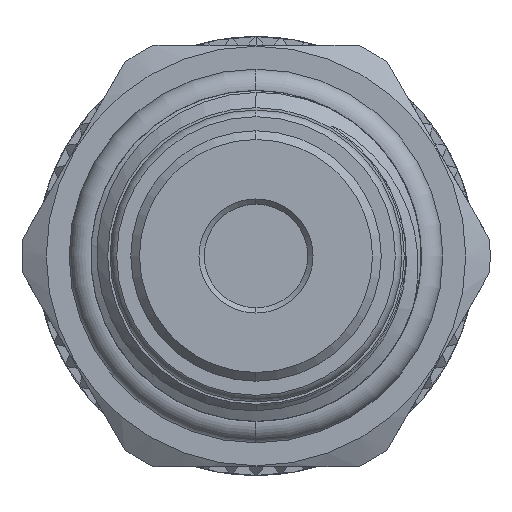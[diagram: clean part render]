
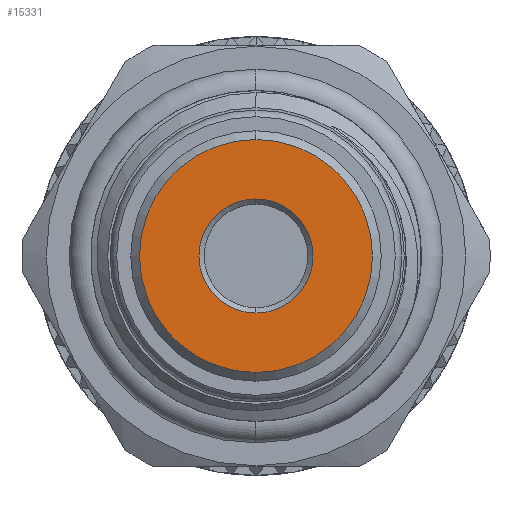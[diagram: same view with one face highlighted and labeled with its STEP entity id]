
A CAD part, left-side view. The second image highlights one B-rep face of the part: STEP entity #15331.
In plain terms, the highlighted planar face has unit normal (-1, 0, 0).
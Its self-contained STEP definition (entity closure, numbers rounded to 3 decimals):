
#341 = ORIENTED_EDGE ( 'NONE', *, *, #2141, .T. ) ;
#1655 = EDGE_LOOP ( 'NONE', ( #8422, #6618 ) ) ;
#2141 = EDGE_CURVE ( 'NONE', #36289, #2638, #6127, .T. ) ;
#2239 = CARTESIAN_POINT ( 'NONE',  ( -58.5, 0., -3.25 ) ) ;
#2638 = VERTEX_POINT ( 'NONE', #2239 ) ;
#4234 = AXIS2_PLACEMENT_3D ( 'NONE', #33425, #24794, #21698 ) ;
#4448 = CIRCLE ( 'NONE', #17143, 6.635 ) ;
#5586 = EDGE_CURVE ( 'NONE', #2638, #36289, #38240, .T. ) ;
#5930 = CARTESIAN_POINT ( 'NONE',  ( -58.5, 0., -6.635 ) ) ;
#6071 = EDGE_LOOP ( 'NONE', ( #341, #12192 ) ) ;
#6127 = CIRCLE ( 'NONE', #6705, 3.25 ) ;
#6618 = ORIENTED_EDGE ( 'NONE', *, *, #19184, .T. ) ;
#6705 = AXIS2_PLACEMENT_3D ( 'NONE', #16273, #33923, #9821 ) ;
#6873 = PLANE ( 'NONE',  #4234 ) ;
#7250 = DIRECTION ( 'NONE',  ( 0., 0., -1. ) ) ;
#8422 = ORIENTED_EDGE ( 'NONE', *, *, #16766, .T. ) ;
#9821 = DIRECTION ( 'NONE',  ( 0., 0., -1. ) ) ;
#12192 = ORIENTED_EDGE ( 'NONE', *, *, #5586, .T. ) ;
#12390 = AXIS2_PLACEMENT_3D ( 'NONE', #24200, #27352, #13366 ) ;
#12641 = DIRECTION ( 'NONE',  ( -1., 0., 0. ) ) ;
#13366 = DIRECTION ( 'NONE',  ( 0., 0., -1. ) ) ;
#15331 = ADVANCED_FACE ( 'NONE', ( #28592, #37348 ), #6873, .F. ) ;
#16273 = CARTESIAN_POINT ( 'NONE',  ( -58.5, 0., 0. ) ) ;
#16735 = VERTEX_POINT ( 'NONE', #5930 ) ;
#16766 = EDGE_CURVE ( 'NONE', #16735, #21913, #35461, .T. ) ;
#17143 = AXIS2_PLACEMENT_3D ( 'NONE', #18869, #12641, #7250 ) ;
#18058 = AXIS2_PLACEMENT_3D ( 'NONE', #34104, #19416, #25607 ) ;
#18869 = CARTESIAN_POINT ( 'NONE',  ( -58.5, 0., 0. ) ) ;
#19184 = EDGE_CURVE ( 'NONE', #21913, #16735, #4448, .T. ) ;
#19416 = DIRECTION ( 'NONE',  ( 1., 0., 0. ) ) ;
#21698 = DIRECTION ( 'NONE',  ( 0., 0., -1. ) ) ;
#21913 = VERTEX_POINT ( 'NONE', #23796 ) ;
#23796 = CARTESIAN_POINT ( 'NONE',  ( -58.5, 0., 6.635 ) ) ;
#24200 = CARTESIAN_POINT ( 'NONE',  ( -58.5, 0., 0. ) ) ;
#24794 = DIRECTION ( 'NONE',  ( 1., 0., 0. ) ) ;
#25607 = DIRECTION ( 'NONE',  ( 0., 0., -1. ) ) ;
#27080 = CARTESIAN_POINT ( 'NONE',  ( -58.5, 0., 3.25 ) ) ;
#27352 = DIRECTION ( 'NONE',  ( -1., 0., 0. ) ) ;
#28592 = FACE_BOUND ( 'NONE', #6071, .T. ) ;
#33425 = CARTESIAN_POINT ( 'NONE',  ( -58.5, 0., 0. ) ) ;
#33923 = DIRECTION ( 'NONE',  ( 1., 0., 0. ) ) ;
#34104 = CARTESIAN_POINT ( 'NONE',  ( -58.5, 0., 0. ) ) ;
#35461 = CIRCLE ( 'NONE', #12390, 6.635 ) ;
#36289 = VERTEX_POINT ( 'NONE', #27080 ) ;
#37348 = FACE_OUTER_BOUND ( 'NONE', #1655, .T. ) ;
#38240 = CIRCLE ( 'NONE', #18058, 3.25 ) ;
